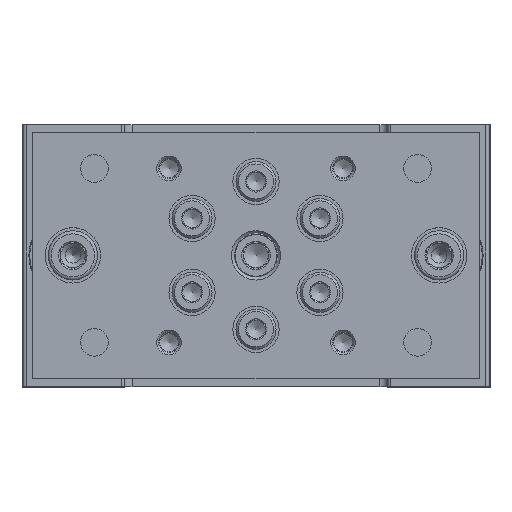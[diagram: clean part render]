
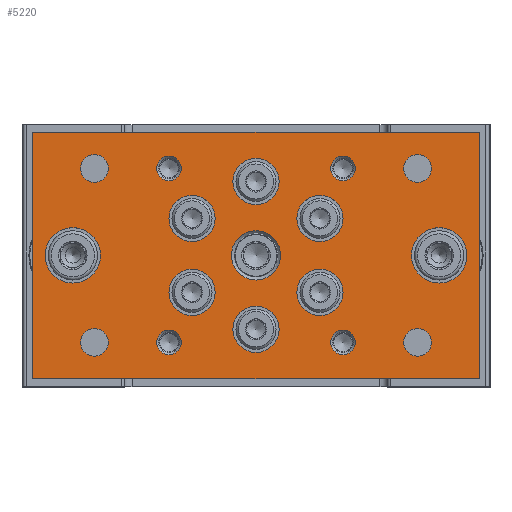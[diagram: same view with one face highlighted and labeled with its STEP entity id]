
A CAD part, top view. The second image highlights one B-rep face of the part: STEP entity #5220.
In plain terms, the highlighted planar face has unit normal (0, 0, 1).
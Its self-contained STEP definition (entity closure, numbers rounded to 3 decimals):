
#531=CIRCLE('',#5866,9.);
#532=CIRCLE('',#5867,9.);
#533=CIRCLE('',#5868,4.5);
#534=CIRCLE('',#5869,4.5);
#535=CIRCLE('',#5870,4.5);
#536=CIRCLE('',#5871,4.5);
#537=CIRCLE('',#5872,4.);
#538=CIRCLE('',#5873,4.);
#539=CIRCLE('',#5874,4.);
#540=CIRCLE('',#5875,4.);
#541=CIRCLE('',#5876,7.5);
#542=CIRCLE('',#5877,7.5);
#543=CIRCLE('',#5878,7.5);
#544=CIRCLE('',#5879,7.5);
#545=CIRCLE('',#5880,7.5);
#546=CIRCLE('',#5881,7.5);
#547=CIRCLE('',#5882,8.);
#848=LINE('',#8630,#1100);
#852=LINE('',#8639,#1104);
#855=LINE('',#8645,#1107);
#858=LINE('',#8651,#1110);
#1100=VECTOR('',#6967,1000.);
#1104=VECTOR('',#6973,1000.);
#1107=VECTOR('',#6978,1000.);
#1110=VECTOR('',#6983,1000.);
#1765=ORIENTED_EDGE('',*,*,#2748,.F.);
#1766=ORIENTED_EDGE('',*,*,#2749,.F.);
#1767=ORIENTED_EDGE('',*,*,#2750,.T.);
#1768=ORIENTED_EDGE('',*,*,#2751,.T.);
#1769=ORIENTED_EDGE('',*,*,#2752,.T.);
#1770=ORIENTED_EDGE('',*,*,#2753,.T.);
#1771=ORIENTED_EDGE('',*,*,#2754,.T.);
#1772=ORIENTED_EDGE('',*,*,#2755,.T.);
#1773=ORIENTED_EDGE('',*,*,#2756,.T.);
#1774=ORIENTED_EDGE('',*,*,#2757,.T.);
#1775=ORIENTED_EDGE('',*,*,#2758,.T.);
#1776=ORIENTED_EDGE('',*,*,#2759,.T.);
#1777=ORIENTED_EDGE('',*,*,#2760,.T.);
#1778=ORIENTED_EDGE('',*,*,#2761,.T.);
#1779=ORIENTED_EDGE('',*,*,#2762,.T.);
#1780=ORIENTED_EDGE('',*,*,#2763,.T.);
#1781=ORIENTED_EDGE('',*,*,#2764,.T.);
#1782=ORIENTED_EDGE('',*,*,#2719,.T.);
#1783=ORIENTED_EDGE('',*,*,#2723,.T.);
#1784=ORIENTED_EDGE('',*,*,#2726,.T.);
#1785=ORIENTED_EDGE('',*,*,#2729,.T.);
#2719=EDGE_CURVE('',#3300,#3301,#848,.T.);
#2723=EDGE_CURVE('',#3301,#3304,#852,.T.);
#2726=EDGE_CURVE('',#3304,#3306,#855,.T.);
#2729=EDGE_CURVE('',#3306,#3300,#858,.T.);
#2748=EDGE_CURVE('',#3325,#3325,#531,.T.);
#2749=EDGE_CURVE('',#3326,#3326,#532,.T.);
#2750=EDGE_CURVE('',#3327,#3327,#533,.T.);
#2751=EDGE_CURVE('',#3328,#3328,#534,.T.);
#2752=EDGE_CURVE('',#3329,#3329,#535,.T.);
#2753=EDGE_CURVE('',#3330,#3330,#536,.T.);
#2754=EDGE_CURVE('',#3331,#3331,#537,.T.);
#2755=EDGE_CURVE('',#3332,#3332,#538,.T.);
#2756=EDGE_CURVE('',#3333,#3333,#539,.T.);
#2757=EDGE_CURVE('',#3334,#3334,#540,.T.);
#2758=EDGE_CURVE('',#3335,#3335,#541,.T.);
#2759=EDGE_CURVE('',#3336,#3336,#542,.T.);
#2760=EDGE_CURVE('',#3337,#3337,#543,.T.);
#2761=EDGE_CURVE('',#3338,#3338,#544,.T.);
#2762=EDGE_CURVE('',#3339,#3339,#545,.T.);
#2763=EDGE_CURVE('',#3340,#3340,#546,.T.);
#2764=EDGE_CURVE('',#3341,#3341,#547,.T.);
#3300=VERTEX_POINT('',#8631);
#3301=VERTEX_POINT('',#8632);
#3304=VERTEX_POINT('',#8640);
#3306=VERTEX_POINT('',#8646);
#3325=VERTEX_POINT('',#8690);
#3326=VERTEX_POINT('',#8692);
#3327=VERTEX_POINT('',#8694);
#3328=VERTEX_POINT('',#8696);
#3329=VERTEX_POINT('',#8698);
#3330=VERTEX_POINT('',#8700);
#3331=VERTEX_POINT('',#8702);
#3332=VERTEX_POINT('',#8704);
#3333=VERTEX_POINT('',#8706);
#3334=VERTEX_POINT('',#8708);
#3335=VERTEX_POINT('',#8710);
#3336=VERTEX_POINT('',#8712);
#3337=VERTEX_POINT('',#8714);
#3338=VERTEX_POINT('',#8716);
#3339=VERTEX_POINT('',#8718);
#3340=VERTEX_POINT('',#8720);
#3341=VERTEX_POINT('',#8722);
#3884=EDGE_LOOP('',(#1765));
#3885=EDGE_LOOP('',(#1766));
#3886=EDGE_LOOP('',(#1767));
#3887=EDGE_LOOP('',(#1768));
#3888=EDGE_LOOP('',(#1769));
#3889=EDGE_LOOP('',(#1770));
#3890=EDGE_LOOP('',(#1771));
#3891=EDGE_LOOP('',(#1772));
#3892=EDGE_LOOP('',(#1773));
#3893=EDGE_LOOP('',(#1774));
#3894=EDGE_LOOP('',(#1775));
#3895=EDGE_LOOP('',(#1776));
#3896=EDGE_LOOP('',(#1777));
#3897=EDGE_LOOP('',(#1778));
#3898=EDGE_LOOP('',(#1779));
#3899=EDGE_LOOP('',(#1780));
#3900=EDGE_LOOP('',(#1781));
#3901=EDGE_LOOP('',(#1782,#1783,#1784,#1785));
#4540=FACE_BOUND('',#3884,.T.);
#4541=FACE_BOUND('',#3885,.T.);
#4542=FACE_BOUND('',#3886,.T.);
#4543=FACE_BOUND('',#3887,.T.);
#4544=FACE_BOUND('',#3888,.T.);
#4545=FACE_BOUND('',#3889,.T.);
#4546=FACE_BOUND('',#3890,.T.);
#4547=FACE_BOUND('',#3891,.T.);
#4548=FACE_BOUND('',#3892,.T.);
#4549=FACE_BOUND('',#3893,.T.);
#4550=FACE_BOUND('',#3894,.T.);
#4551=FACE_BOUND('',#3895,.T.);
#4552=FACE_BOUND('',#3896,.T.);
#4553=FACE_BOUND('',#3897,.T.);
#4554=FACE_BOUND('',#3898,.T.);
#4555=FACE_BOUND('',#3899,.T.);
#4556=FACE_BOUND('',#3900,.T.);
#4557=FACE_BOUND('',#3901,.T.);
#4987=PLANE('',#5865);
#5220=ADVANCED_FACE('',(#4540,#4541,#4542,#4543,#4544,#4545,#4546,#4547,
#4548,#4549,#4550,#4551,#4552,#4553,#4554,#4555,#4556,#4557),#4987,.T.);
#5865=AXIS2_PLACEMENT_3D('',#8688,#7021,#7022);
#5866=AXIS2_PLACEMENT_3D('',#8689,#7023,#7024);
#5867=AXIS2_PLACEMENT_3D('',#8691,#7025,#7026);
#5868=AXIS2_PLACEMENT_3D('',#8693,#7027,#7028);
#5869=AXIS2_PLACEMENT_3D('',#8695,#7029,#7030);
#5870=AXIS2_PLACEMENT_3D('',#8697,#7031,#7032);
#5871=AXIS2_PLACEMENT_3D('',#8699,#7033,#7034);
#5872=AXIS2_PLACEMENT_3D('',#8701,#7035,#7036);
#5873=AXIS2_PLACEMENT_3D('',#8703,#7037,#7038);
#5874=AXIS2_PLACEMENT_3D('',#8705,#7039,#7040);
#5875=AXIS2_PLACEMENT_3D('',#8707,#7041,#7042);
#5876=AXIS2_PLACEMENT_3D('',#8709,#7043,#7044);
#5877=AXIS2_PLACEMENT_3D('',#8711,#7045,#7046);
#5878=AXIS2_PLACEMENT_3D('',#8713,#7047,#7048);
#5879=AXIS2_PLACEMENT_3D('',#8715,#7049,#7050);
#5880=AXIS2_PLACEMENT_3D('',#8717,#7051,#7052);
#5881=AXIS2_PLACEMENT_3D('',#8719,#7053,#7054);
#5882=AXIS2_PLACEMENT_3D('',#8721,#7055,#7056);
#6967=DIRECTION('',(-1.,0.,0.));
#6973=DIRECTION('',(0.,-1.,0.));
#6978=DIRECTION('',(1.,0.,0.));
#6983=DIRECTION('',(0.,1.,0.));
#7021=DIRECTION('',(0.,0.,1.));
#7022=DIRECTION('',(1.,0.,0.));
#7023=DIRECTION('',(0.,0.,1.));
#7024=DIRECTION('',(1.,0.,0.));
#7025=DIRECTION('',(0.,0.,1.));
#7026=DIRECTION('',(1.,0.,0.));
#7027=DIRECTION('',(0.,0.,-1.));
#7028=DIRECTION('',(-1.,0.,0.));
#7029=DIRECTION('',(0.,0.,-1.));
#7030=DIRECTION('',(-1.,0.,0.));
#7031=DIRECTION('',(0.,0.,-1.));
#7032=DIRECTION('',(-1.,0.,0.));
#7033=DIRECTION('',(0.,0.,-1.));
#7034=DIRECTION('',(-1.,0.,0.));
#7035=DIRECTION('',(0.,0.,-1.));
#7036=DIRECTION('',(-1.,0.,0.));
#7037=DIRECTION('',(0.,0.,-1.));
#7038=DIRECTION('',(-1.,0.,0.));
#7039=DIRECTION('',(0.,0.,-1.));
#7040=DIRECTION('',(-1.,0.,0.));
#7041=DIRECTION('',(0.,0.,-1.));
#7042=DIRECTION('',(-1.,0.,0.));
#7043=DIRECTION('',(0.,0.,-1.));
#7044=DIRECTION('',(-1.,0.,0.));
#7045=DIRECTION('',(0.,0.,-1.));
#7046=DIRECTION('',(-1.,0.,0.));
#7047=DIRECTION('',(0.,0.,-1.));
#7048=DIRECTION('',(-1.,0.,0.));
#7049=DIRECTION('',(0.,0.,-1.));
#7050=DIRECTION('',(-1.,0.,0.));
#7051=DIRECTION('',(0.,0.,-1.));
#7052=DIRECTION('',(-1.,0.,0.));
#7053=DIRECTION('',(0.,0.,-1.));
#7054=DIRECTION('',(-1.,0.,0.));
#7055=DIRECTION('',(0.,0.,-1.));
#7056=DIRECTION('',(-1.,0.,0.));
#8630=CARTESIAN_POINT('',(72.5,40.,0.));
#8631=CARTESIAN_POINT('',(72.5,40.,0.));
#8632=CARTESIAN_POINT('',(-72.5,40.,0.));
#8639=CARTESIAN_POINT('',(-72.5,40.,0.));
#8640=CARTESIAN_POINT('',(-72.5,-40.,0.));
#8645=CARTESIAN_POINT('',(-72.5,-40.,0.));
#8646=CARTESIAN_POINT('',(72.5,-40.,0.));
#8651=CARTESIAN_POINT('',(72.5,-40.,0.));
#8688=CARTESIAN_POINT('',(0.,0.,0.));
#8689=CARTESIAN_POINT('',(-59.5,0.,0.));
#8690=CARTESIAN_POINT('',(-50.5,0.,0.));
#8691=CARTESIAN_POINT('',(59.5,0.,0.));
#8692=CARTESIAN_POINT('',(68.5,0.,0.));
#8693=CARTESIAN_POINT('',(-52.5,28.25,0.));
#8694=CARTESIAN_POINT('',(-57.,28.25,0.));
#8695=CARTESIAN_POINT('',(52.5,-28.25,0.));
#8696=CARTESIAN_POINT('',(48.,-28.25,0.));
#8697=CARTESIAN_POINT('',(-52.5,-28.25,0.));
#8698=CARTESIAN_POINT('',(-57.,-28.25,0.));
#8699=CARTESIAN_POINT('',(52.5,28.25,0.));
#8700=CARTESIAN_POINT('',(48.,28.25,0.));
#8701=CARTESIAN_POINT('',(-28.25,28.25,0.));
#8702=CARTESIAN_POINT('',(-32.25,28.25,0.));
#8703=CARTESIAN_POINT('',(28.25,-28.25,0.));
#8704=CARTESIAN_POINT('',(24.25,-28.25,0.));
#8705=CARTESIAN_POINT('',(-28.25,-28.25,0.));
#8706=CARTESIAN_POINT('',(-32.25,-28.25,0.));
#8707=CARTESIAN_POINT('',(28.25,28.25,0.));
#8708=CARTESIAN_POINT('',(24.25,28.25,0.));
#8709=CARTESIAN_POINT('',(20.785,12.,0.));
#8710=CARTESIAN_POINT('',(13.285,12.,0.));
#8711=CARTESIAN_POINT('',(20.785,-12.,0.));
#8712=CARTESIAN_POINT('',(13.285,-12.,0.));
#8713=CARTESIAN_POINT('',(0.,-24.,0.));
#8714=CARTESIAN_POINT('',(-7.5,-24.,0.));
#8715=CARTESIAN_POINT('',(-20.785,-12.,0.));
#8716=CARTESIAN_POINT('',(-28.285,-12.,0.));
#8717=CARTESIAN_POINT('',(-20.785,12.,0.));
#8718=CARTESIAN_POINT('',(-28.285,12.,0.));
#8719=CARTESIAN_POINT('',(0.,24.,0.));
#8720=CARTESIAN_POINT('',(-7.5,24.,0.));
#8721=CARTESIAN_POINT('',(0.,0.,0.));
#8722=CARTESIAN_POINT('',(-8.,0.,0.));
